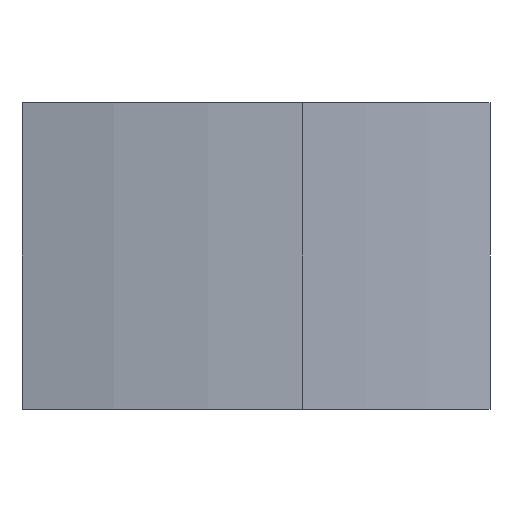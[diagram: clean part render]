
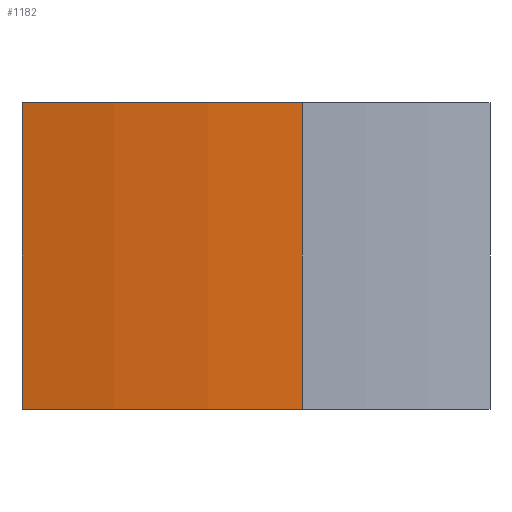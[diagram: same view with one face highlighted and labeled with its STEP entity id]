
A CAD part, left-side view. The second image highlights one B-rep face of the part: STEP entity #1182.
In plain terms, the highlighted cylindrical face has radius 61.375 mm (diameter 122.751 mm), a partial arc.
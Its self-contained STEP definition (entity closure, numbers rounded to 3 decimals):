
#20 = EDGE_CURVE ( 'NONE', #1104, #540, #1155, .T. ) ;
#59 = CARTESIAN_POINT ( 'NONE',  ( -10.25, 27.5, 9. ) ) ;
#74 = DIRECTION ( 'NONE',  ( 0., 0., -1. ) ) ;
#93 = EDGE_CURVE ( 'NONE', #895, #540, #561, .T. ) ;
#120 = ORIENTED_EDGE ( 'NONE', *, *, #93, .T. ) ;
#129 = ORIENTED_EDGE ( 'NONE', *, *, #198, .F. ) ;
#154 = AXIS2_PLACEMENT_3D ( 'NONE', #1248, #74, #555 ) ;
#165 = CARTESIAN_POINT ( 'NONE',  ( -12.5, 11.034, -9. ) ) ;
#198 = EDGE_CURVE ( 'NONE', #1142, #1104, #1203, .T. ) ;
#226 = ORIENTED_EDGE ( 'NONE', *, *, #20, .F. ) ;
#247 = DIRECTION ( 'NONE',  ( 0., 0., -1. ) ) ;
#275 = DIRECTION ( 'NONE',  ( 0., 0., -1. ) ) ;
#338 = VECTOR ( 'NONE', #247, 1000. ) ;
#480 = EDGE_CURVE ( 'NONE', #1142, #895, #625, .T. ) ;
#481 = DIRECTION ( 'NONE',  ( 0., 0., 1. ) ) ;
#499 = CARTESIAN_POINT ( 'NONE',  ( 48.875, 11.034, 9. ) ) ;
#512 = CARTESIAN_POINT ( 'NONE',  ( -10.25, 27.5, -9. ) ) ;
#540 = VERTEX_POINT ( 'NONE', #165 ) ;
#543 = CARTESIAN_POINT ( 'NONE',  ( -12.5, 11.034, 9. ) ) ;
#555 = DIRECTION ( 'NONE',  ( -1., 0., 0. ) ) ;
#561 = CIRCLE ( 'NONE', #932, 61.375 ) ;
#598 = DIRECTION ( 'NONE',  ( -1., 0., 0. ) ) ;
#625 = LINE ( 'NONE', #59, #338 ) ;
#628 = VECTOR ( 'NONE', #275, 1000. ) ;
#755 = AXIS2_PLACEMENT_3D ( 'NONE', #499, #1198, #598 ) ;
#895 = VERTEX_POINT ( 'NONE', #512 ) ;
#932 = AXIS2_PLACEMENT_3D ( 'NONE', #1079, #481, #1174 ) ;
#952 = EDGE_LOOP ( 'NONE', ( #226, #129, #977, #120 ) ) ;
#959 = CARTESIAN_POINT ( 'NONE',  ( -12.5, 11.034, 9. ) ) ;
#977 = ORIENTED_EDGE ( 'NONE', *, *, #480, .T. ) ;
#990 = FACE_OUTER_BOUND ( 'NONE', #952, .T. ) ;
#1046 = CARTESIAN_POINT ( 'NONE',  ( -10.25, 27.5, 9. ) ) ;
#1079 = CARTESIAN_POINT ( 'NONE',  ( 48.875, 11.034, -9. ) ) ;
#1104 = VERTEX_POINT ( 'NONE', #543 ) ;
#1142 = VERTEX_POINT ( 'NONE', #1046 ) ;
#1155 = LINE ( 'NONE', #959, #628 ) ;
#1174 = DIRECTION ( 'NONE',  ( -1., 0., 0. ) ) ;
#1182 = ADVANCED_FACE ( 'NONE', ( #990 ), #1218, .T. ) ;
#1198 = DIRECTION ( 'NONE',  ( 0., 0., 1. ) ) ;
#1203 = CIRCLE ( 'NONE', #755, 61.375 ) ;
#1218 = CYLINDRICAL_SURFACE ( 'NONE', #154, 61.375 ) ;
#1248 = CARTESIAN_POINT ( 'NONE',  ( 48.875, 11.034, 9. ) ) ;
